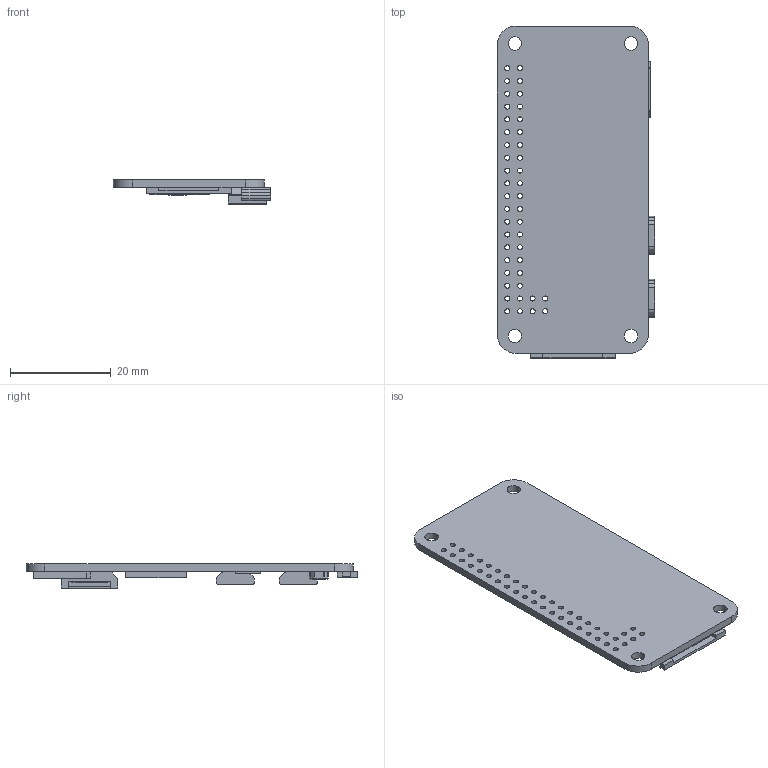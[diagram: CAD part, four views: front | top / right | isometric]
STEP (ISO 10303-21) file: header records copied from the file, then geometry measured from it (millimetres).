
FILE_DESCRIPTION(('FreeCAD Model'),'2;1');
FILE_NAME('RaspberryPiZeroW.step','2019-07-07T18:25:05',( 'kicad StepUp'),('ksu MCAD'),'Open CASCADE STEP processor 7.3', 'FreeCAD','Unknown');
FILE_SCHEMA(('AUTOMOTIVE_DESIGN { 1 0 10303 214 1 1 1 1 }'));
Length unit declared in the file: millimetre
Products named in the file (1): RaspberryPiZeroW
Bounding box: 31.25 x 65.9 x 4.8 mm (x, y, z)
Surface area: 5741.1 mm2 (no closed solid volume)
Topology: 0 solids, 368 shells, 368 faces, 3820 edges, 9444 vertices
Faces by surface type: plane 200, cylinder 160, sphere 8
Entity records: 59853 total; most frequent: CARTESIAN_POINT 13733, DIRECTION 5628, LINE 2742, VECTOR 2742, STYLED_ITEM 2276, PRESENTATION_STYLE_ASSIGNMENT 2276, SURFACE_STYLE_USAGE 2276, SURFACE_SIDE_STYLE 2276
